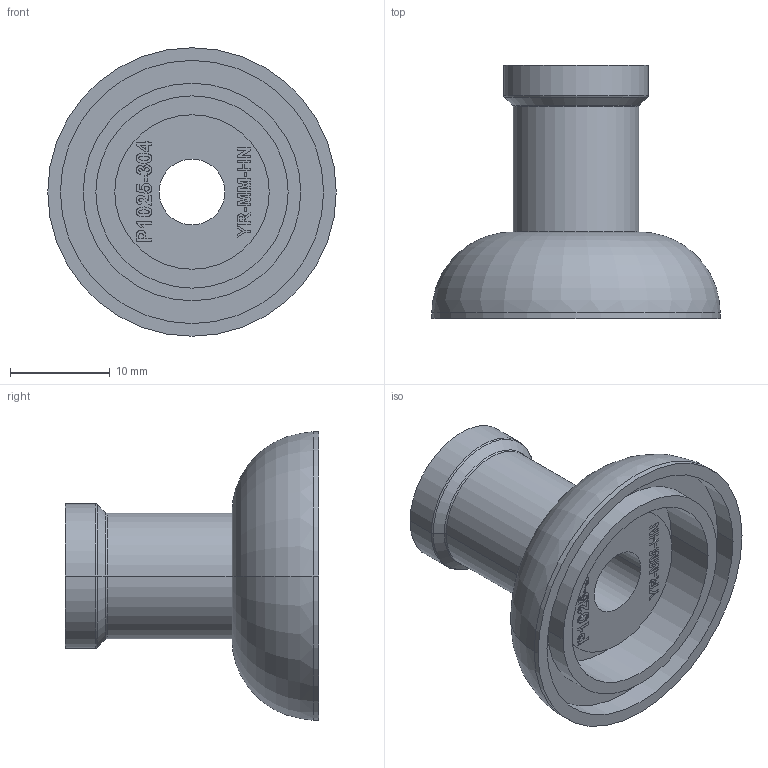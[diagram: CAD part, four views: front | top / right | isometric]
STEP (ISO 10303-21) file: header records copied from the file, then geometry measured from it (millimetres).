
FILE_DESCRIPTION (( 'STEP AP214' ), '1' );
FILE_NAME ('ZC025-1SWC.STEP', '2023-03-01T15:19:28', ( '' ), ( '' ), 'SwSTEP 2.0', 'SolidWorks 2013', '' );
FILE_SCHEMA (( 'AUTOMOTIVE_DESIGN' ));
Length unit declared in the file: inch
Products named in the file (1): ZC025-1SWC
Bounding box: 28.96 x 25.4 x 28.96 mm (x, y, z)
Volume: 4374.5 mm3; surface area: 3689.8 mm2
Topology: 1 solids, 1 shells, 256 faces, 663 edges, 436 vertices
Faces by surface type: plane 150, bspline 74, cylinder 20, torus 10, cone 2
Entity records: 14091 total; most frequent: CARTESIAN_POINT 5486, ORIENTED_EDGE 1326, DIRECTION 937, EDGE_CURVE 663, LINE 459, VECTOR 459, VERTEX_POINT 436, EDGE_LOOP 285
